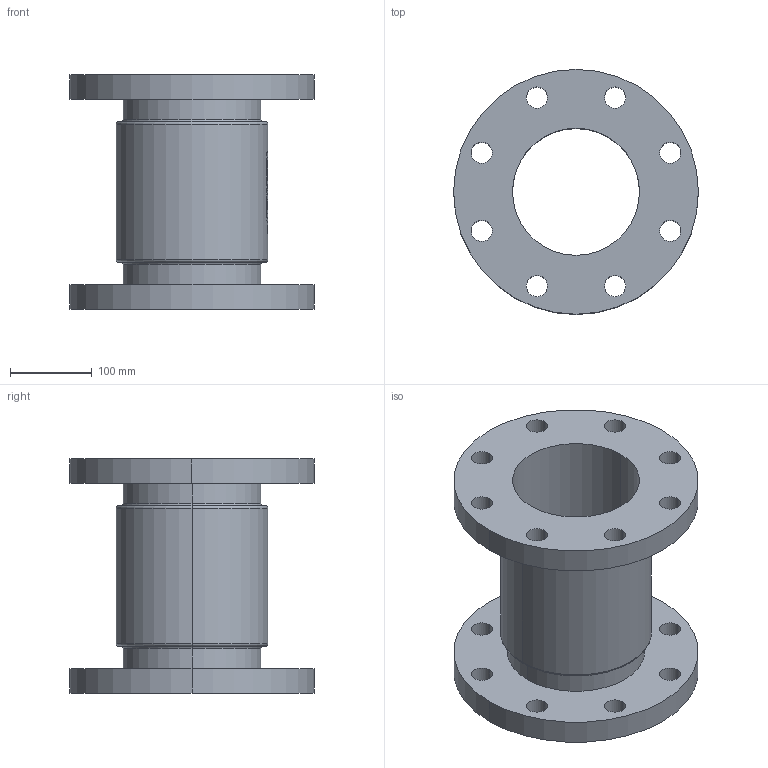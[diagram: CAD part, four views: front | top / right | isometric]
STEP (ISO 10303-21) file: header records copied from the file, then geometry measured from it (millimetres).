
FILE_DESCRIPTION (( 'STEP AP214' ), '1' );
FILE_NAME ('7120000_DN150_PN25_51420297.STEP', '2022-02-18T11:00:26', ( 'axxx' ), ( 'Hewlett-Packard Company' ), 'SwSTEP 2.0', 'SolidWorks 2019', '' );
FILE_SCHEMA (( 'AUTOMOTIVE_DESIGN' ));
Length unit declared in the file: millimetre
Products named in the file (1): 7120000_DN150_PN25_51420297
Bounding box: 300 x 300 x 287 mm (x, y, z)
Volume: 4401856.6 mm3; surface area: 559802.4 mm2
Topology: 1 solids, 1 shells, 538 faces, 1408 edges, 936 vertices
Faces by surface type: plane 255, bspline 213, cylinder 62, torus 8
Entity records: 29517 total; most frequent: CARTESIAN_POINT 17608, ORIENTED_EDGE 2816, DIRECTION 1749, EDGE_CURVE 1408, VERTEX_POINT 936, VECTOR 765, LINE 765, EDGE_LOOP 636
